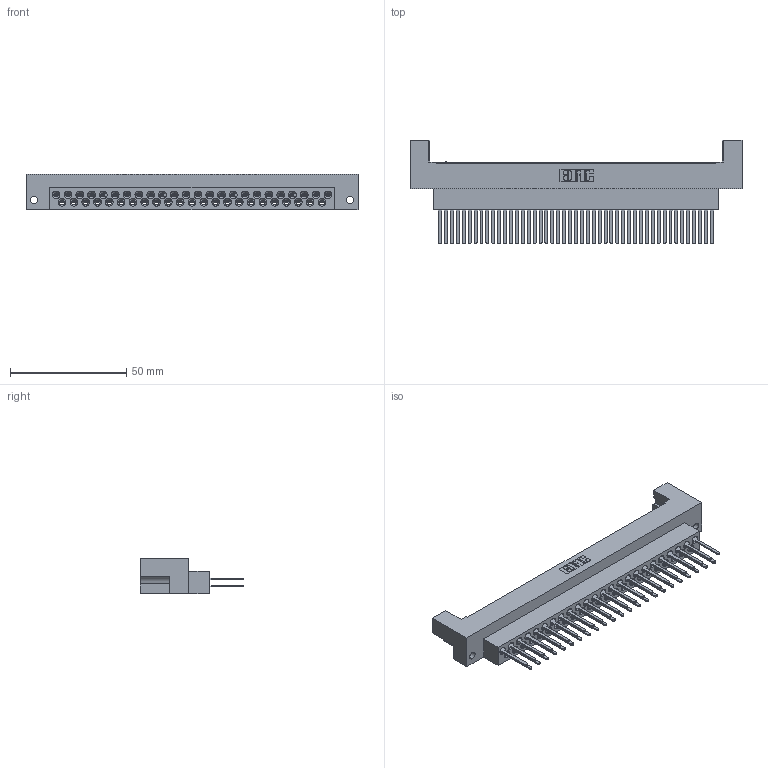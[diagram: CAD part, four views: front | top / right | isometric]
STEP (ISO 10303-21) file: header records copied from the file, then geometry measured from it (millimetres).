
FILE_DESCRIPTION (( 'STEP AP203' ), '1' );
FILE_NAME ('415-047-540-222.STEP', '2020-03-12T20:13:42', ( '' ), ( '' ), 'SwSTEP 2.0', 'SolidWorks 2016', '' );
FILE_SCHEMA (( 'CONFIG_CONTROL_DESIGN' ));
Length unit declared in the file: millimetre
Products named in the file (3): 516-290-001_540; 415-047-540-222; 415-210-001_415-210-047-222
Assembly tree (48 placements, depth 2):
  415-047-540-222
    415-210-001_415-210-047-222
    516-290-001_540  x47
Bounding box: 142.75 x 44.66 x 15.09 mm (x, y, z)
Volume: 27420.3 mm3; surface area: 32804.4 mm2
Topology: 48 solids, 48 shells, 4768 faces, 13894 edges, 9183 vertices
Faces by surface type: plane 3055, cylinder 1268, bspline 304, cone 141
Entity records: 51849 total; most frequent: CARTESIAN_POINT 11731, ORIENTED_EDGE 8652, DIRECTION 7293, EDGE_CURVE 4326, VECTOR 3033, LINE 3033, VERTEX_POINT 2835, AXIS2_PLACEMENT_3D 2130
